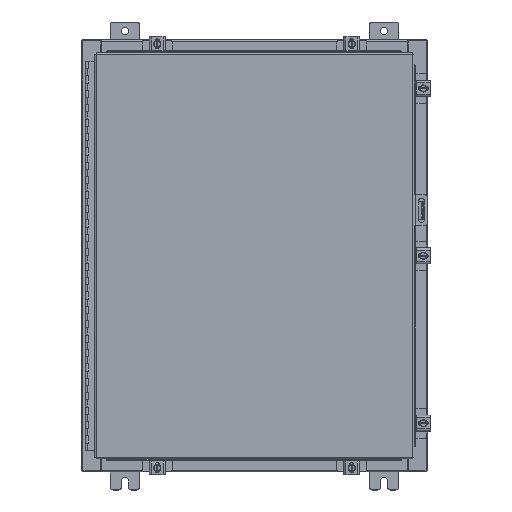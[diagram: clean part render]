
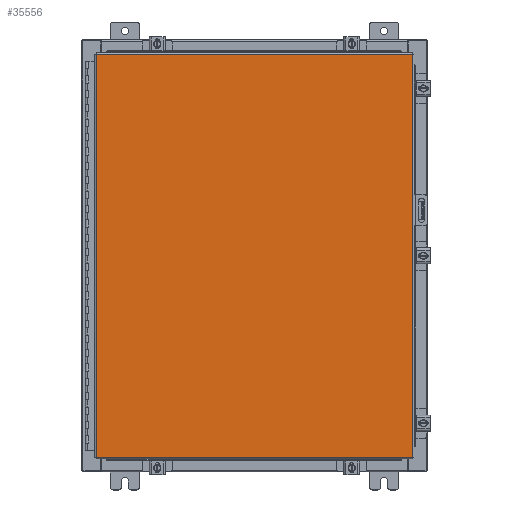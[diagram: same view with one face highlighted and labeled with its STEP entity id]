
A CAD part, top view. The second image highlights one B-rep face of the part: STEP entity #35556.
In plain terms, the highlighted planar face has unit normal (0, 0, 1).
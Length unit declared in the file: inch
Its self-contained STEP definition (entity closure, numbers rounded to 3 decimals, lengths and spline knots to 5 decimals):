
#516 = DIRECTION ( 'NONE',  ( 0., 0., -1. ) ) ;
#1309 = CARTESIAN_POINT ( 'NONE',  ( -10.9903, -14.0063, 0. ) ) ;
#2404 = EDGE_LOOP ( 'NONE', ( #5184, #32051, #21112, #3750 ) ) ;
#3750 = ORIENTED_EDGE ( 'NONE', *, *, #30178, .T. ) ;
#4568 = FACE_OUTER_BOUND ( 'NONE', #2404, .T. ) ;
#4645 = VERTEX_POINT ( 'NONE', #6107 ) ;
#5184 = ORIENTED_EDGE ( 'NONE', *, *, #18235, .T. ) ;
#6107 = CARTESIAN_POINT ( 'NONE',  ( 10.9903, 14.0063, 0. ) ) ;
#6360 = LINE ( 'NONE', #7433, #20768 ) ;
#6631 = VECTOR ( 'NONE', #8452, 39.37008 ) ;
#6950 = EDGE_CURVE ( 'NONE', #31189, #4645, #6360, .T. ) ;
#7433 = CARTESIAN_POINT ( 'NONE',  ( 10.9903, -14.0063, 0. ) ) ;
#8452 = DIRECTION ( 'NONE',  ( 1., 0., 0. ) ) ;
#8784 = CARTESIAN_POINT ( 'NONE',  ( 10.9903, -14.0063, 0. ) ) ;
#9016 = EDGE_CURVE ( 'NONE', #4645, #30522, #35549, .T. ) ;
#9321 = VECTOR ( 'NONE', #14945, 39.37008 ) ;
#14296 = LINE ( 'NONE', #19914, #6631 ) ;
#14945 = DIRECTION ( 'NONE',  ( 0., -1., 0. ) ) ;
#16995 = LINE ( 'NONE', #32099, #9321 ) ;
#18235 = EDGE_CURVE ( 'NONE', #33822, #31189, #14296, .T. ) ;
#19914 = CARTESIAN_POINT ( 'NONE',  ( -10.9903, -14.0063, 0. ) ) ;
#20746 = DIRECTION ( 'NONE',  ( -1., 0., 0. ) ) ;
#20768 = VECTOR ( 'NONE', #27616, 39.37008 ) ;
#21112 = ORIENTED_EDGE ( 'NONE', *, *, #9016, .T. ) ;
#22394 = AXIS2_PLACEMENT_3D ( 'NONE', #32244, #516, #20746 ) ;
#23520 = PLANE ( 'NONE',  #22394 ) ;
#23816 = DIRECTION ( 'NONE',  ( -1., 0., 0. ) ) ;
#27616 = DIRECTION ( 'NONE',  ( 0., 1., 0. ) ) ;
#27850 = VECTOR ( 'NONE', #23816, 39.37008 ) ;
#28050 = CARTESIAN_POINT ( 'NONE',  ( -10.9903, 14.0063, 0. ) ) ;
#30178 = EDGE_CURVE ( 'NONE', #30522, #33822, #16995, .T. ) ;
#30522 = VERTEX_POINT ( 'NONE', #28050 ) ;
#31189 = VERTEX_POINT ( 'NONE', #8784 ) ;
#32051 = ORIENTED_EDGE ( 'NONE', *, *, #6950, .T. ) ;
#32099 = CARTESIAN_POINT ( 'NONE',  ( -10.9903, 14.0063, 0. ) ) ;
#32244 = CARTESIAN_POINT ( 'NONE',  ( 0., 0., 0. ) ) ;
#33822 = VERTEX_POINT ( 'NONE', #1309 ) ;
#35549 = LINE ( 'NONE', #36031, #27850 ) ;
#35556 = ADVANCED_FACE ( 'NONE', ( #4568 ), #23520, .F. ) ;
#36031 = CARTESIAN_POINT ( 'NONE',  ( 10.9903, 14.0063, 0. ) ) ;
